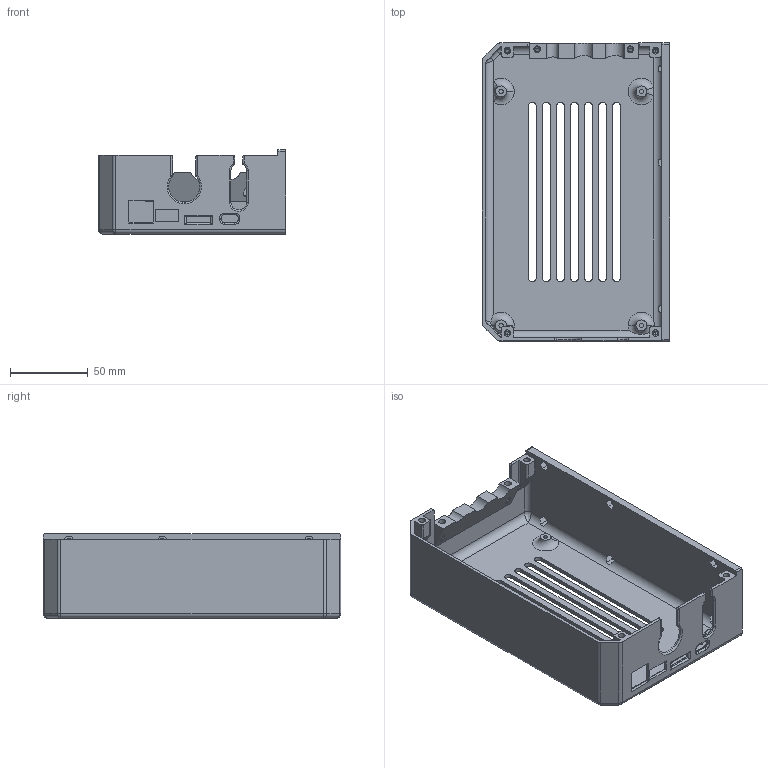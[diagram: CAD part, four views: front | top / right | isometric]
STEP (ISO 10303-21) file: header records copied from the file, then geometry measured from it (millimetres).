
FILE_DESCRIPTION (( 'STEP AP214' ), '1' );
FILE_NAME ('Box.STEP', '2024-10-12T21:43:53', ( '' ), ( '' ), 'SwSTEP 2.0', 'SolidWorks 2024', '' );
FILE_SCHEMA (( 'AUTOMOTIVE_DESIGN' ));
Length unit declared in the file: millimetre
Products named in the file (1): Box
Bounding box: 120 x 191 x 54 mm (x, y, z)
Volume: 142178.1 mm3; surface area: 100354.9 mm2
Topology: 1 solids, 1 shells, 453 faces, 1220 edges, 784 vertices
Faces by surface type: plane 231, cylinder 133, bspline 64, torus 15, sphere 8, cone 2
Entity records: 16509 total; most frequent: CARTESIAN_POINT 5519, ORIENTED_EDGE 2424, DIRECTION 2053, EDGE_CURVE 1212, VERTEX_POINT 784, VECTOR 761, LINE 761, AXIS2_PLACEMENT_3D 646
